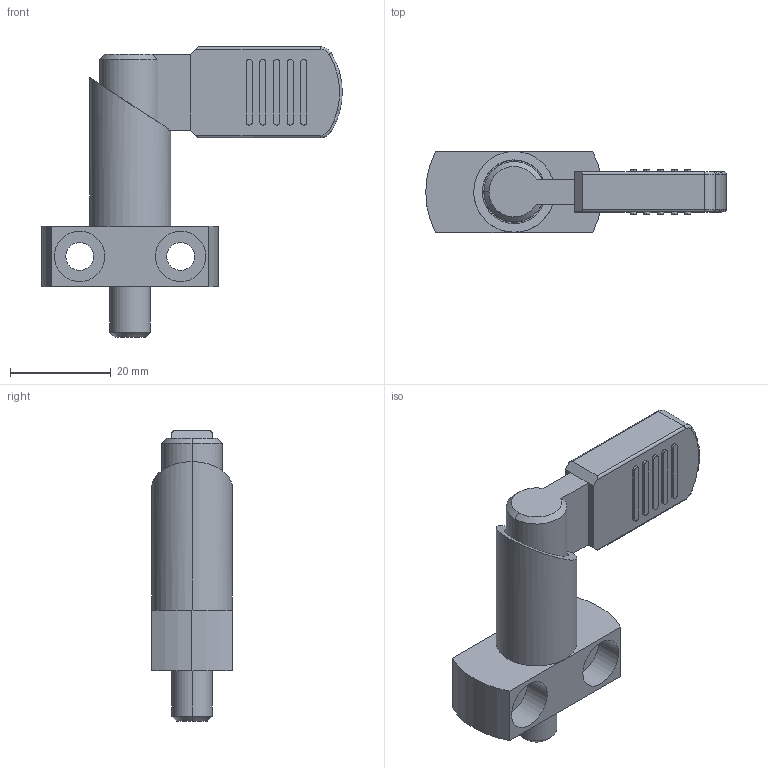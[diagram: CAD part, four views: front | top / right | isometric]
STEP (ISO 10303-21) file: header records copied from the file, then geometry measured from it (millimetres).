
FILE_DESCRIPTION(('STEP AP214'),'1');
FILE_NAME(' ',' ',('TraceParts'),('TraceParts S.A.'),'XStep 1.0',' ',' ');
FILE_SCHEMA(('automotive_design'));
Length unit declared in the file: millimetre
Products named in the file (1): 1
Bounding box: 59.5 x 16 x 57.5 mm (x, y, z)
Volume: 15227.4 mm3; surface area: 8720.4 mm2
Topology: 1 solids, 1 shells, 140 faces, 352 edges, 229 vertices
Faces by surface type: cylinder 74, plane 56, torus 6, cone 4
Entity records: 8301 total; most frequent: DIRECTION 802, CARTESIAN_POINT 726, STYLED_ITEM 721, PRESENTATION_STYLE_ASSIGNMENT 721, COLOUR_RGB 721, ORIENTED_EDGE 704, EDGE_CURVE 352, CURVE_STYLE 352
